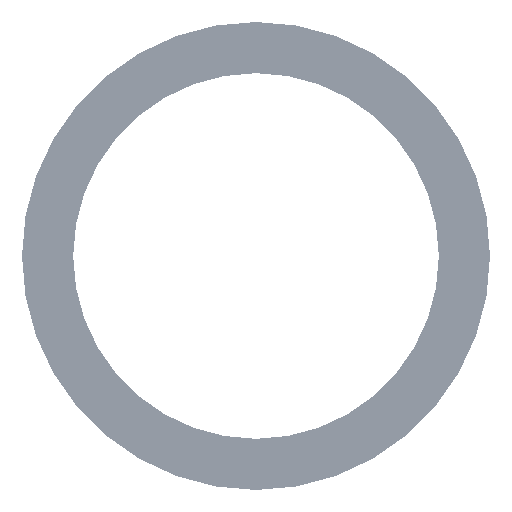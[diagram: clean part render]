
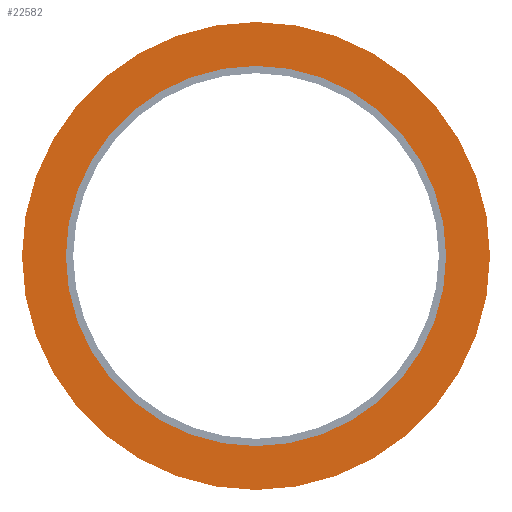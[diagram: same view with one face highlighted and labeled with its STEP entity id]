
A CAD part, left-side view. The second image highlights one B-rep face of the part: STEP entity #22582.
In plain terms, the highlighted planar face has unit normal (-1, 0, 0).
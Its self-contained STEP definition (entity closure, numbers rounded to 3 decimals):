
#1334 = AXIS2_PLACEMENT_3D ( 'NONE', #29360, #149550, #46609 ) ;
#5673 = EDGE_CURVE ( 'NONE', #27634, #88267, #187013, .T. ) ;
#5907 = CARTESIAN_POINT ( 'NONE',  ( 0.6, 0., 13. ) ) ;
#9413 = CARTESIAN_POINT ( 'NONE',  ( 0.6, 13., 0. ) ) ;
#16082 = CARTESIAN_POINT ( 'NONE',  ( 0.6, 0., 0. ) ) ;
#17591 = FACE_BOUND ( 'NONE', #175643, .T. ) ;
#22582 = ADVANCED_FACE ( 'NONE', ( #103611, #17591 ), #128860, .F. ) ;
#23343 = CARTESIAN_POINT ( 'NONE',  ( 0.6, 0., -16. ) ) ;
#26649 = DIRECTION ( 'NONE',  ( 0., 0., -1. ) ) ;
#27634 = VERTEX_POINT ( 'NONE', #191822 ) ;
#29360 = CARTESIAN_POINT ( 'NONE',  ( 0.6, 0., 0. ) ) ;
#33143 = EDGE_CURVE ( 'NONE', #88267, #27634, #118286, .T. ) ;
#33278 = DIRECTION ( 'NONE',  ( 0., 0., 1. ) ) ;
#37089 = ORIENTED_EDGE ( 'NONE', *, *, #5673, .F. ) ;
#46609 = DIRECTION ( 'NONE',  ( 0., 0., 1. ) ) ;
#60117 = AXIS2_PLACEMENT_3D ( 'NONE', #97995, #217627, #115313 ) ;
#61895 = CARTESIAN_POINT ( 'NONE',  ( 0.6, 0., 0. ) ) ;
#67112 = AXIS2_PLACEMENT_3D ( 'NONE', #61895, #181805, #79183 ) ;
#76304 = CIRCLE ( 'NONE', #1334, 13. ) ;
#79183 = DIRECTION ( 'NONE',  ( 0., 0., 1. ) ) ;
#82689 = EDGE_CURVE ( 'NONE', #146194, #97853, #210395, .T. ) ;
#88267 = VERTEX_POINT ( 'NONE', #23343 ) ;
#97853 = VERTEX_POINT ( 'NONE', #5907 ) ;
#97995 = CARTESIAN_POINT ( 'NONE',  ( 0.6, 0., 0. ) ) ;
#103611 = FACE_OUTER_BOUND ( 'NONE', #168025, .T. ) ;
#106279 = CARTESIAN_POINT ( 'NONE',  ( 0.6, 0., -13. ) ) ;
#106957 = EDGE_CURVE ( 'NONE', #97853, #146194, #76304, .T. ) ;
#115313 = DIRECTION ( 'NONE',  ( 0., 0., 1. ) ) ;
#118286 = CIRCLE ( 'NONE', #67112, 16. ) ;
#128860 = PLANE ( 'NONE',  #185807 ) ;
#129604 = DIRECTION ( 'NONE',  ( 1., 0., 0. ) ) ;
#136275 = DIRECTION ( 'NONE',  ( -1., 0., 0. ) ) ;
#137634 = ORIENTED_EDGE ( 'NONE', *, *, #82689, .F. ) ;
#146194 = VERTEX_POINT ( 'NONE', #106279 ) ;
#149550 = DIRECTION ( 'NONE',  ( -1., 0., 0. ) ) ;
#164005 = ORIENTED_EDGE ( 'NONE', *, *, #33143, .F. ) ;
#168025 = EDGE_LOOP ( 'NONE', ( #37089, #164005 ) ) ;
#175643 = EDGE_LOOP ( 'NONE', ( #200541, #137634 ) ) ;
#181805 = DIRECTION ( 'NONE',  ( 1., 0., 0. ) ) ;
#185807 = AXIS2_PLACEMENT_3D ( 'NONE', #9413, #129604, #26649 ) ;
#187013 = CIRCLE ( 'NONE', #60117, 16. ) ;
#191822 = CARTESIAN_POINT ( 'NONE',  ( 0.6, 0., 16. ) ) ;
#200541 = ORIENTED_EDGE ( 'NONE', *, *, #106957, .F. ) ;
#203086 = AXIS2_PLACEMENT_3D ( 'NONE', #16082, #136275, #33278 ) ;
#210395 = CIRCLE ( 'NONE', #203086, 13. ) ;
#217627 = DIRECTION ( 'NONE',  ( 1., 0., 0. ) ) ;
